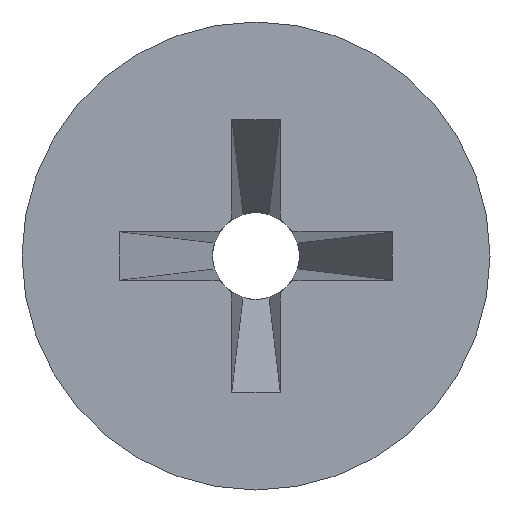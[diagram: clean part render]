
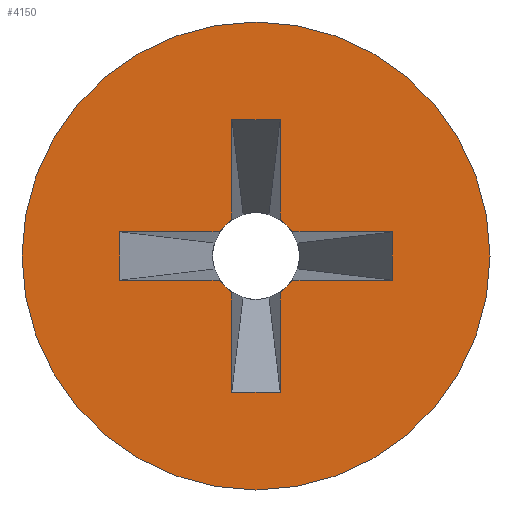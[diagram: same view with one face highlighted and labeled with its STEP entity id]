
A CAD part, left-side view. The second image highlights one B-rep face of the part: STEP entity #4150.
In plain terms, the highlighted planar face has unit normal (-1, 0, 0).
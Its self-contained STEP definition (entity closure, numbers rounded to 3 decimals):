
#115=CARTESIAN_POINT('',(0.,0.,0.));
#116=DIRECTION('',(-1.,0.,0.));
#117=DIRECTION('',(0.,1.,0.));
#118=AXIS2_PLACEMENT_3D('',#115,#116,#117);
#120=CARTESIAN_POINT('',(0.,0.,0.));
#121=DIRECTION('',(1.,0.,0.));
#122=DIRECTION('',(0.,1.,0.));
#123=AXIS2_PLACEMENT_3D('',#120,#121,#122);
#125=CARTESIAN_POINT('',(0.,0.,0.));
#126=DIRECTION('',(1.,0.,0.));
#127=DIRECTION('',(0.,-0.829,-0.559));
#128=AXIS2_PLACEMENT_3D('',#125,#126,#127);
#130=DIRECTION('',(0.,1.,0.));
#131=VECTOR('',#130,1.177);
#132=CARTESIAN_POINT('',(0.,-1.6,-0.285));
#133=LINE('',#132,#131);
#134=DIRECTION('',(0.,0.,-1.));
#135=VECTOR('',#134,0.57);
#136=CARTESIAN_POINT('',(0.,-1.6,0.285));
#137=LINE('',#136,#135);
#138=DIRECTION('',(0.,1.,0.));
#139=VECTOR('',#138,1.177);
#140=CARTESIAN_POINT('',(0.,-1.6,0.285));
#141=LINE('',#140,#139);
#142=CARTESIAN_POINT('',(0.,0.,0.));
#143=DIRECTION('',(1.,0.,0.));
#144=DIRECTION('',(0.,-0.559,0.829));
#145=AXIS2_PLACEMENT_3D('',#142,#143,#144);
#147=DIRECTION('',(0.,0.,-1.));
#148=VECTOR('',#147,1.177);
#149=CARTESIAN_POINT('',(0.,-0.285,1.6));
#150=LINE('',#149,#148);
#151=DIRECTION('',(0.,1.,0.));
#152=VECTOR('',#151,0.57);
#153=CARTESIAN_POINT('',(0.,-0.285,1.6));
#154=LINE('',#153,#152);
#155=DIRECTION('',(0.,0.,-1.));
#156=VECTOR('',#155,1.177);
#157=CARTESIAN_POINT('',(0.,0.285,1.6));
#158=LINE('',#157,#156);
#159=CARTESIAN_POINT('',(0.,0.,0.));
#160=DIRECTION('',(1.,0.,0.));
#161=DIRECTION('',(0.,0.829,0.559));
#162=AXIS2_PLACEMENT_3D('',#159,#160,#161);
#164=DIRECTION('',(0.,1.,0.));
#165=VECTOR('',#164,1.177);
#166=CARTESIAN_POINT('',(0.,0.423,0.285));
#167=LINE('',#166,#165);
#168=DIRECTION('',(0.,0.,-1.));
#169=VECTOR('',#168,0.57);
#170=CARTESIAN_POINT('',(0.,1.6,0.285));
#171=LINE('',#170,#169);
#172=DIRECTION('',(0.,1.,0.));
#173=VECTOR('',#172,1.177);
#174=CARTESIAN_POINT('',(0.,0.423,-0.285));
#175=LINE('',#174,#173);
#176=CARTESIAN_POINT('',(0.,0.,0.));
#177=DIRECTION('',(1.,0.,0.));
#178=DIRECTION('',(0.,0.559,-0.829));
#179=AXIS2_PLACEMENT_3D('',#176,#177,#178);
#181=DIRECTION('',(0.,0.,-1.));
#182=VECTOR('',#181,1.177);
#183=CARTESIAN_POINT('',(0.,0.285,-0.423));
#184=LINE('',#183,#182);
#185=DIRECTION('',(0.,1.,0.));
#186=VECTOR('',#185,0.57);
#187=CARTESIAN_POINT('',(0.,-0.285,-1.6));
#188=LINE('',#187,#186);
#189=DIRECTION('',(0.,0.,-1.));
#190=VECTOR('',#189,1.177);
#191=CARTESIAN_POINT('',(0.,-0.285,-0.423));
#192=LINE('',#191,#190);
#4008=CARTESIAN_POINT('',(0.,2.75,0.));
#4010=VERTEX_POINT('',#4008);
#4012=CARTESIAN_POINT('',(0.,-2.75,0.));
#4014=VERTEX_POINT('',#4012);
#4033=CARTESIAN_POINT('',(0.,-0.423,-0.285));
#4034=CARTESIAN_POINT('',(0.,-0.285,-0.423));
#4035=VERTEX_POINT('',#4033);
#4036=VERTEX_POINT('',#4034);
#4037=CARTESIAN_POINT('',(0.,0.285,-0.423));
#4038=CARTESIAN_POINT('',(0.,0.423,-0.285));
#4039=VERTEX_POINT('',#4037);
#4040=VERTEX_POINT('',#4038);
#4041=CARTESIAN_POINT('',(0.,0.423,0.285));
#4042=CARTESIAN_POINT('',(0.,0.285,0.423));
#4043=VERTEX_POINT('',#4041);
#4044=VERTEX_POINT('',#4042);
#4045=CARTESIAN_POINT('',(0.,-0.285,0.423));
#4046=CARTESIAN_POINT('',(0.,-0.423,0.285));
#4047=VERTEX_POINT('',#4045);
#4048=VERTEX_POINT('',#4046);
#4081=CARTESIAN_POINT('',(0.,-1.6,0.285));
#4082=CARTESIAN_POINT('',(0.,-1.6,-0.285));
#4083=VERTEX_POINT('',#4081);
#4084=VERTEX_POINT('',#4082);
#4085=CARTESIAN_POINT('',(0.,-0.285,1.6));
#4086=CARTESIAN_POINT('',(0.,0.285,1.6));
#4087=VERTEX_POINT('',#4085);
#4088=VERTEX_POINT('',#4086);
#4089=CARTESIAN_POINT('',(0.,1.6,0.285));
#4090=CARTESIAN_POINT('',(0.,1.6,-0.285));
#4091=VERTEX_POINT('',#4089);
#4092=VERTEX_POINT('',#4090);
#4093=CARTESIAN_POINT('',(0.,-0.285,-1.6));
#4094=CARTESIAN_POINT('',(0.,0.285,-1.6));
#4095=VERTEX_POINT('',#4093);
#4096=VERTEX_POINT('',#4094);
#4105=CARTESIAN_POINT('',(0.,0.,0.));
#4106=DIRECTION('',(1.,0.,0.));
#4107=DIRECTION('',(0.,-1.,0.));
#4108=AXIS2_PLACEMENT_3D('',#4105,#4106,#4107);
#4109=PLANE('',#4108);
#4111=ORIENTED_EDGE('',*,*,#4110,.F.);
#4113=ORIENTED_EDGE('',*,*,#4112,.T.);
#4114=EDGE_LOOP('',(#4111,#4113));
#4115=FACE_OUTER_BOUND('',#4114,.F.);
#4117=ORIENTED_EDGE('',*,*,#4116,.F.);
#4119=ORIENTED_EDGE('',*,*,#4118,.F.);
#4121=ORIENTED_EDGE('',*,*,#4120,.F.);
#4123=ORIENTED_EDGE('',*,*,#4122,.T.);
#4125=ORIENTED_EDGE('',*,*,#4124,.F.);
#4127=ORIENTED_EDGE('',*,*,#4126,.F.);
#4129=ORIENTED_EDGE('',*,*,#4128,.T.);
#4131=ORIENTED_EDGE('',*,*,#4130,.T.);
#4133=ORIENTED_EDGE('',*,*,#4132,.F.);
#4135=ORIENTED_EDGE('',*,*,#4134,.T.);
#4137=ORIENTED_EDGE('',*,*,#4136,.T.);
#4139=ORIENTED_EDGE('',*,*,#4138,.F.);
#4141=ORIENTED_EDGE('',*,*,#4140,.F.);
#4143=ORIENTED_EDGE('',*,*,#4142,.T.);
#4145=ORIENTED_EDGE('',*,*,#4144,.F.);
#4147=ORIENTED_EDGE('',*,*,#4146,.F.);
#4148=EDGE_LOOP('',(#4117,#4119,#4121,#4123,#4125,#4127,#4129,#4131,#4133,#4135,
#4137,#4139,#4141,#4143,#4145,#4147));
#4149=FACE_BOUND('',#4148,.F.);
#119=CIRCLE('',#118,2.75);
#124=CIRCLE('',#123,2.75);
#129=CIRCLE('',#128,0.51);
#146=CIRCLE('',#145,0.51);
#163=CIRCLE('',#162,0.51);
#180=CIRCLE('',#179,0.51);
#4110=EDGE_CURVE('',#4010,#4014,#119,.T.);
#4112=EDGE_CURVE('',#4010,#4014,#124,.T.);
#4116=EDGE_CURVE('',#4035,#4036,#129,.T.);
#4118=EDGE_CURVE('',#4084,#4035,#133,.T.);
#4120=EDGE_CURVE('',#4083,#4084,#137,.T.);
#4122=EDGE_CURVE('',#4083,#4048,#141,.T.);
#4124=EDGE_CURVE('',#4047,#4048,#146,.T.);
#4126=EDGE_CURVE('',#4087,#4047,#150,.T.);
#4128=EDGE_CURVE('',#4087,#4088,#154,.T.);
#4130=EDGE_CURVE('',#4088,#4044,#158,.T.);
#4132=EDGE_CURVE('',#4043,#4044,#163,.T.);
#4134=EDGE_CURVE('',#4043,#4091,#167,.T.);
#4136=EDGE_CURVE('',#4091,#4092,#171,.T.);
#4138=EDGE_CURVE('',#4040,#4092,#175,.T.);
#4140=EDGE_CURVE('',#4039,#4040,#180,.T.);
#4142=EDGE_CURVE('',#4039,#4096,#184,.T.);
#4144=EDGE_CURVE('',#4095,#4096,#188,.T.);
#4146=EDGE_CURVE('',#4036,#4095,#192,.T.);
#4150=ADVANCED_FACE('',(#4115,#4149),#4109,.F.);
